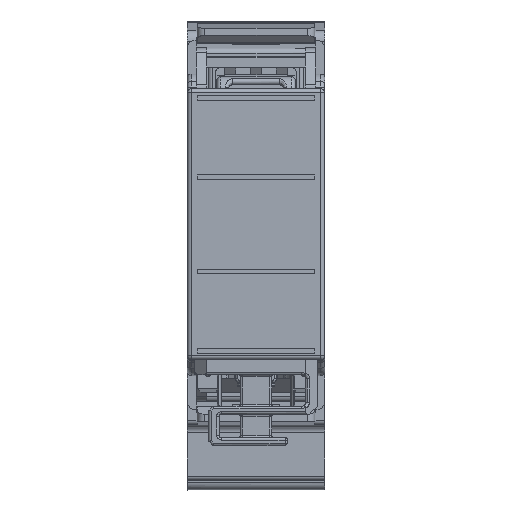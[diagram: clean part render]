
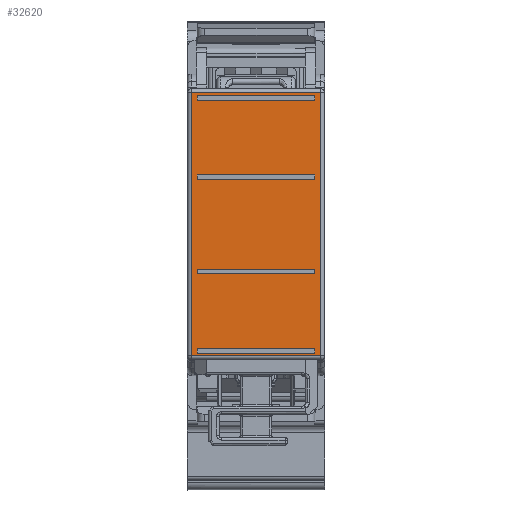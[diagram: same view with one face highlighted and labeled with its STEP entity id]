
A CAD part, top view. The second image highlights one B-rep face of the part: STEP entity #32620.
In plain terms, the highlighted planar face has unit normal (0, 0, 1).
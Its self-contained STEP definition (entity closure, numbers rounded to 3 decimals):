
#32464=AXIS2_PLACEMENT_3D('Plane Axis2P3D',#32461,#32462,#32463) ;
#30591=CARTESIAN_POINT('Vertex',(0.5,50.45,66.85)) ;
#30594=CARTESIAN_POINT('Line Origine',(17.5,50.45,66.85)) ;
#30598=CARTESIAN_POINT('Vertex',(17.,50.45,66.85)) ;
#31835=CARTESIAN_POINT('Line Origine',(17.,50.95,66.85)) ;
#31839=CARTESIAN_POINT('Vertex',(17.,16.95,66.85)) ;
#32461=CARTESIAN_POINT('Axis2P3D Location',(17.5,50.95,66.85)) ;
#32466=CARTESIAN_POINT('Line Origine',(0.5,33.7,66.85)) ;
#32470=CARTESIAN_POINT('Vertex',(0.5,16.95,66.85)) ;
#32473=CARTESIAN_POINT('Line Origine',(8.75,16.95,66.85)) ;
#32484=CARTESIAN_POINT('Line Origine',(8.75,17.3,66.85)) ;
#32488=CARTESIAN_POINT('Vertex',(1.25,17.3,66.85)) ;
#32490=CARTESIAN_POINT('Vertex',(16.25,17.3,66.85)) ;
#32493=CARTESIAN_POINT('Line Origine',(1.25,17.6,66.85)) ;
#32497=CARTESIAN_POINT('Vertex',(1.25,17.9,66.85)) ;
#32500=CARTESIAN_POINT('Line Origine',(8.75,17.9,66.85)) ;
#32504=CARTESIAN_POINT('Vertex',(16.25,17.9,66.85)) ;
#32507=CARTESIAN_POINT('Line Origine',(16.25,17.6,66.85)) ;
#32518=CARTESIAN_POINT('Line Origine',(8.75,28.,66.85)) ;
#32522=CARTESIAN_POINT('Vertex',(16.25,28.,66.85)) ;
#32524=CARTESIAN_POINT('Vertex',(1.25,28.,66.85)) ;
#32527=CARTESIAN_POINT('Line Origine',(16.25,27.7,66.85)) ;
#32531=CARTESIAN_POINT('Vertex',(16.25,27.4,66.85)) ;
#32534=CARTESIAN_POINT('Line Origine',(8.75,27.4,66.85)) ;
#32538=CARTESIAN_POINT('Vertex',(1.25,27.4,66.85)) ;
#32541=CARTESIAN_POINT('Line Origine',(1.25,27.7,66.85)) ;
#32552=CARTESIAN_POINT('Line Origine',(8.75,39.4,66.85)) ;
#32556=CARTESIAN_POINT('Vertex',(1.25,39.4,66.85)) ;
#32558=CARTESIAN_POINT('Vertex',(16.25,39.4,66.85)) ;
#32561=CARTESIAN_POINT('Line Origine',(1.25,39.7,66.85)) ;
#32565=CARTESIAN_POINT('Vertex',(1.25,40.,66.85)) ;
#32568=CARTESIAN_POINT('Line Origine',(8.75,40.,66.85)) ;
#32572=CARTESIAN_POINT('Vertex',(16.25,40.,66.85)) ;
#32575=CARTESIAN_POINT('Line Origine',(16.25,39.7,66.85)) ;
#32586=CARTESIAN_POINT('Line Origine',(1.25,49.8,66.85)) ;
#32590=CARTESIAN_POINT('Vertex',(1.25,50.1,66.85)) ;
#32592=CARTESIAN_POINT('Vertex',(1.25,49.5,66.85)) ;
#32595=CARTESIAN_POINT('Line Origine',(8.75,50.1,66.85)) ;
#32599=CARTESIAN_POINT('Vertex',(16.25,50.1,66.85)) ;
#32602=CARTESIAN_POINT('Line Origine',(16.25,49.8,66.85)) ;
#32606=CARTESIAN_POINT('Vertex',(16.25,49.5,66.85)) ;
#32609=CARTESIAN_POINT('Line Origine',(8.75,49.5,66.85)) ;
#30595=DIRECTION('Vector Direction',(1.,0.,0.)) ;
#31836=DIRECTION('Vector Direction',(0.,-1.,0.)) ;
#32462=DIRECTION('Axis2P3D Direction',(0.,0.,1.)) ;
#32463=DIRECTION('Axis2P3D XDirection',(0.,1.,0.)) ;
#32467=DIRECTION('Vector Direction',(0.,-1.,0.)) ;
#32474=DIRECTION('Vector Direction',(1.,0.,0.)) ;
#32485=DIRECTION('Vector Direction',(1.,0.,0.)) ;
#32494=DIRECTION('Vector Direction',(0.,-1.,0.)) ;
#32501=DIRECTION('Vector Direction',(-1.,0.,0.)) ;
#32508=DIRECTION('Vector Direction',(0.,1.,0.)) ;
#32519=DIRECTION('Vector Direction',(-1.,0.,0.)) ;
#32528=DIRECTION('Vector Direction',(0.,1.,0.)) ;
#32535=DIRECTION('Vector Direction',(1.,0.,0.)) ;
#32542=DIRECTION('Vector Direction',(0.,-1.,0.)) ;
#32553=DIRECTION('Vector Direction',(1.,0.,0.)) ;
#32562=DIRECTION('Vector Direction',(0.,-1.,0.)) ;
#32569=DIRECTION('Vector Direction',(-1.,0.,0.)) ;
#32576=DIRECTION('Vector Direction',(0.,1.,0.)) ;
#32587=DIRECTION('Vector Direction',(0.,-1.,0.)) ;
#32596=DIRECTION('Vector Direction',(-1.,0.,0.)) ;
#32603=DIRECTION('Vector Direction',(0.,1.,0.)) ;
#32610=DIRECTION('Vector Direction',(1.,0.,0.)) ;
#30596=VECTOR('Line Direction',#30595,1.) ;
#31837=VECTOR('Line Direction',#31836,1.) ;
#32468=VECTOR('Line Direction',#32467,1.) ;
#32475=VECTOR('Line Direction',#32474,1.) ;
#32486=VECTOR('Line Direction',#32485,1.) ;
#32495=VECTOR('Line Direction',#32494,1.) ;
#32502=VECTOR('Line Direction',#32501,1.) ;
#32509=VECTOR('Line Direction',#32508,1.) ;
#32520=VECTOR('Line Direction',#32519,1.) ;
#32529=VECTOR('Line Direction',#32528,1.) ;
#32536=VECTOR('Line Direction',#32535,1.) ;
#32543=VECTOR('Line Direction',#32542,1.) ;
#32554=VECTOR('Line Direction',#32553,1.) ;
#32563=VECTOR('Line Direction',#32562,1.) ;
#32570=VECTOR('Line Direction',#32569,1.) ;
#32577=VECTOR('Line Direction',#32576,1.) ;
#32588=VECTOR('Line Direction',#32587,1.) ;
#32597=VECTOR('Line Direction',#32596,1.) ;
#32604=VECTOR('Line Direction',#32603,1.) ;
#32611=VECTOR('Line Direction',#32610,1.) ;
#32479=ORIENTED_EDGE('',*,*,#32472,.T.) ;
#32480=ORIENTED_EDGE('',*,*,#32477,.T.) ;
#32481=ORIENTED_EDGE('',*,*,#31841,.T.) ;
#32482=ORIENTED_EDGE('',*,*,#30600,.T.) ;
#32513=ORIENTED_EDGE('',*,*,#32492,.F.) ;
#32514=ORIENTED_EDGE('',*,*,#32499,.F.) ;
#32515=ORIENTED_EDGE('',*,*,#32506,.F.) ;
#32516=ORIENTED_EDGE('',*,*,#32511,.F.) ;
#32547=ORIENTED_EDGE('',*,*,#32526,.F.) ;
#32548=ORIENTED_EDGE('',*,*,#32533,.F.) ;
#32549=ORIENTED_EDGE('',*,*,#32540,.F.) ;
#32550=ORIENTED_EDGE('',*,*,#32545,.F.) ;
#32581=ORIENTED_EDGE('',*,*,#32560,.F.) ;
#32582=ORIENTED_EDGE('',*,*,#32567,.F.) ;
#32583=ORIENTED_EDGE('',*,*,#32574,.F.) ;
#32584=ORIENTED_EDGE('',*,*,#32579,.F.) ;
#32615=ORIENTED_EDGE('',*,*,#32594,.F.) ;
#32616=ORIENTED_EDGE('',*,*,#32601,.F.) ;
#32617=ORIENTED_EDGE('',*,*,#32608,.F.) ;
#32618=ORIENTED_EDGE('',*,*,#32613,.F.) ;
#32517=FACE_BOUND('',#32512,.T.) ;
#32551=FACE_BOUND('',#32546,.T.) ;
#32585=FACE_BOUND('',#32580,.T.) ;
#32619=FACE_BOUND('',#32614,.T.) ;
#32620=ADVANCED_FACE('8946950000.1 drehen\\J80023A0001_Modul_B.1\\NAUO24\\NONE',(#32483,#32517,#32551,#32585,#32619),#32465,.T.) ;
#30600=EDGE_CURVE('',#30599,#30592,#30597,.F.) ;
#31841=EDGE_CURVE('',#31840,#30599,#31838,.F.) ;
#32472=EDGE_CURVE('',#30592,#32471,#32469,.T.) ;
#32477=EDGE_CURVE('',#32471,#31840,#32476,.T.) ;
#32492=EDGE_CURVE('',#32489,#32491,#32487,.T.) ;
#32499=EDGE_CURVE('',#32498,#32489,#32496,.T.) ;
#32506=EDGE_CURVE('',#32505,#32498,#32503,.T.) ;
#32511=EDGE_CURVE('',#32491,#32505,#32510,.T.) ;
#32526=EDGE_CURVE('',#32523,#32525,#32521,.T.) ;
#32533=EDGE_CURVE('',#32532,#32523,#32530,.T.) ;
#32540=EDGE_CURVE('',#32539,#32532,#32537,.T.) ;
#32545=EDGE_CURVE('',#32525,#32539,#32544,.T.) ;
#32560=EDGE_CURVE('',#32557,#32559,#32555,.T.) ;
#32567=EDGE_CURVE('',#32566,#32557,#32564,.T.) ;
#32574=EDGE_CURVE('',#32573,#32566,#32571,.T.) ;
#32579=EDGE_CURVE('',#32559,#32573,#32578,.T.) ;
#32594=EDGE_CURVE('',#32591,#32593,#32589,.T.) ;
#32601=EDGE_CURVE('',#32600,#32591,#32598,.T.) ;
#32608=EDGE_CURVE('',#32607,#32600,#32605,.T.) ;
#32613=EDGE_CURVE('',#32593,#32607,#32612,.T.) ;
#32478=EDGE_LOOP('',(#32479,#32480,#32481,#32482)) ;
#32512=EDGE_LOOP('',(#32513,#32514,#32515,#32516)) ;
#32546=EDGE_LOOP('',(#32547,#32548,#32549,#32550)) ;
#32580=EDGE_LOOP('',(#32581,#32582,#32583,#32584)) ;
#32614=EDGE_LOOP('',(#32615,#32616,#32617,#32618)) ;
#32483=FACE_OUTER_BOUND('',#32478,.T.) ;
#30597=LINE('Line',#30594,#30596) ;
#31838=LINE('Line',#31835,#31837) ;
#32469=LINE('Line',#32466,#32468) ;
#32476=LINE('Line',#32473,#32475) ;
#32487=LINE('Line',#32484,#32486) ;
#32496=LINE('Line',#32493,#32495) ;
#32503=LINE('Line',#32500,#32502) ;
#32510=LINE('Line',#32507,#32509) ;
#32521=LINE('Line',#32518,#32520) ;
#32530=LINE('Line',#32527,#32529) ;
#32537=LINE('Line',#32534,#32536) ;
#32544=LINE('Line',#32541,#32543) ;
#32555=LINE('Line',#32552,#32554) ;
#32564=LINE('Line',#32561,#32563) ;
#32571=LINE('Line',#32568,#32570) ;
#32578=LINE('Line',#32575,#32577) ;
#32589=LINE('Line',#32586,#32588) ;
#32598=LINE('Line',#32595,#32597) ;
#32605=LINE('Line',#32602,#32604) ;
#32612=LINE('Line',#32609,#32611) ;
#32465=PLANE('',#32464) ;
#30592=VERTEX_POINT('',#30591) ;
#30599=VERTEX_POINT('',#30598) ;
#31840=VERTEX_POINT('',#31839) ;
#32471=VERTEX_POINT('',#32470) ;
#32489=VERTEX_POINT('',#32488) ;
#32491=VERTEX_POINT('',#32490) ;
#32498=VERTEX_POINT('',#32497) ;
#32505=VERTEX_POINT('',#32504) ;
#32523=VERTEX_POINT('',#32522) ;
#32525=VERTEX_POINT('',#32524) ;
#32532=VERTEX_POINT('',#32531) ;
#32539=VERTEX_POINT('',#32538) ;
#32557=VERTEX_POINT('',#32556) ;
#32559=VERTEX_POINT('',#32558) ;
#32566=VERTEX_POINT('',#32565) ;
#32573=VERTEX_POINT('',#32572) ;
#32591=VERTEX_POINT('',#32590) ;
#32593=VERTEX_POINT('',#32592) ;
#32600=VERTEX_POINT('',#32599) ;
#32607=VERTEX_POINT('',#32606) ;
